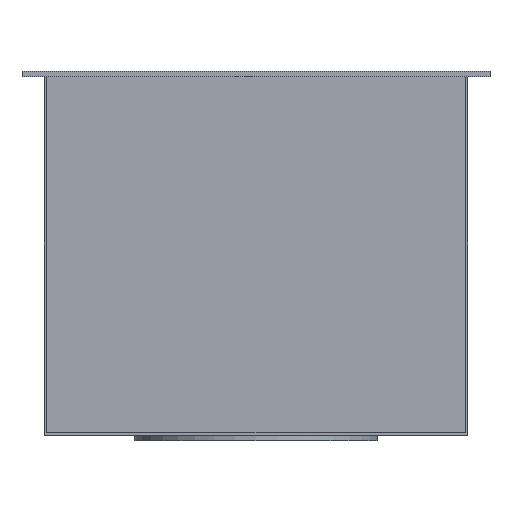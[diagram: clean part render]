
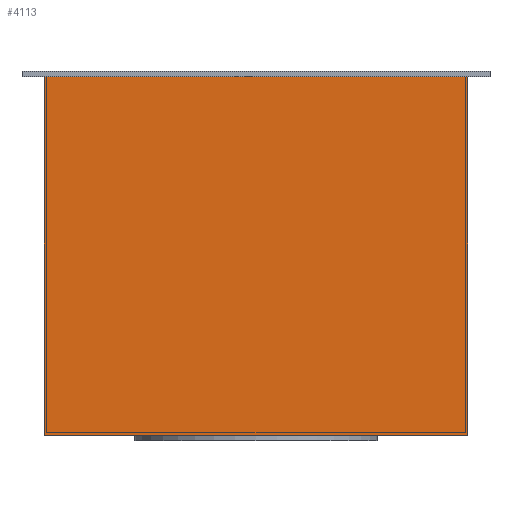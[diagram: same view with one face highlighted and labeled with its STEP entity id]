
A CAD part, front view. The second image highlights one B-rep face of the part: STEP entity #4113.
In plain terms, the highlighted planar face has unit normal (0, -1, 0).
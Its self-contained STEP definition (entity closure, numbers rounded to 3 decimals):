
#294 = CARTESIAN_POINT ( 'NONE',  ( -78.5, -157., 0. ) ) ;
#296 = DIRECTION ( 'NONE',  ( 1., 0., 0. ) ) ;
#731 = DIRECTION ( 'NONE',  ( 0., 0., 1. ) ) ;
#1048 = CARTESIAN_POINT ( 'NONE',  ( 78.5, -157., 0. ) ) ;
#2149 = FACE_OUTER_BOUND ( 'NONE', #5037, .T. ) ;
#2183 = LINE ( 'NONE', #294, #5972 ) ;
#2357 = AXIS2_PLACEMENT_3D ( 'NONE', #3409, #4740, #5347 ) ;
#2715 = CARTESIAN_POINT ( 'NONE',  ( 78.5, -157., 0. ) ) ;
#2758 = CARTESIAN_POINT ( 'NONE',  ( -78.5, -157., 0. ) ) ;
#2993 = VERTEX_POINT ( 'NONE', #4244 ) ;
#3107 = EDGE_CURVE ( 'NONE', #6684, #2993, #5965, .T. ) ;
#3117 = EDGE_CURVE ( 'NONE', #4011, #3387, #4675, .T. ) ;
#3305 = EDGE_CURVE ( 'NONE', #4011, #6684, #2183, .T. ) ;
#3376 = VECTOR ( 'NONE', #731, 1000. ) ;
#3387 = VERTEX_POINT ( 'NONE', #6167 ) ;
#3409 = CARTESIAN_POINT ( 'NONE',  ( -78.5, -157., 0. ) ) ;
#3665 = ORIENTED_EDGE ( 'NONE', *, *, #3117, .F. ) ;
#3688 = ORIENTED_EDGE ( 'NONE', *, *, #3305, .T. ) ;
#3975 = DIRECTION ( 'NONE',  ( 0., 0., 1. ) ) ;
#4011 = VERTEX_POINT ( 'NONE', #6529 ) ;
#4113 = ADVANCED_FACE ( 'NONE', ( #2149 ), #4819, .T. ) ;
#4244 = CARTESIAN_POINT ( 'NONE',  ( 78.5, -157., 133. ) ) ;
#4675 = LINE ( 'NONE', #2758, #3376 ) ;
#4740 = DIRECTION ( 'NONE',  ( 0., -1., 0. ) ) ;
#4819 = PLANE ( 'NONE',  #2357 ) ;
#4852 = DIRECTION ( 'NONE',  ( 1., 0., 0. ) ) ;
#4855 = LINE ( 'NONE', #7450, #7970 ) ;
#4899 = ORIENTED_EDGE ( 'NONE', *, *, #6914, .F. ) ;
#5037 = EDGE_LOOP ( 'NONE', ( #4899, #3665, #3688, #6786 ) ) ;
#5347 = DIRECTION ( 'NONE',  ( 0., 0., 1. ) ) ;
#5965 = LINE ( 'NONE', #2715, #7217 ) ;
#5972 = VECTOR ( 'NONE', #4852, 1000. ) ;
#6167 = CARTESIAN_POINT ( 'NONE',  ( -78.5, -157., 133. ) ) ;
#6529 = CARTESIAN_POINT ( 'NONE',  ( -78.5, -157., 0. ) ) ;
#6684 = VERTEX_POINT ( 'NONE', #1048 ) ;
#6786 = ORIENTED_EDGE ( 'NONE', *, *, #3107, .T. ) ;
#6914 = EDGE_CURVE ( 'NONE', #3387, #2993, #4855, .T. ) ;
#7217 = VECTOR ( 'NONE', #3975, 1000. ) ;
#7450 = CARTESIAN_POINT ( 'NONE',  ( -78.5, -157., 133. ) ) ;
#7970 = VECTOR ( 'NONE', #296, 1000. ) ;
